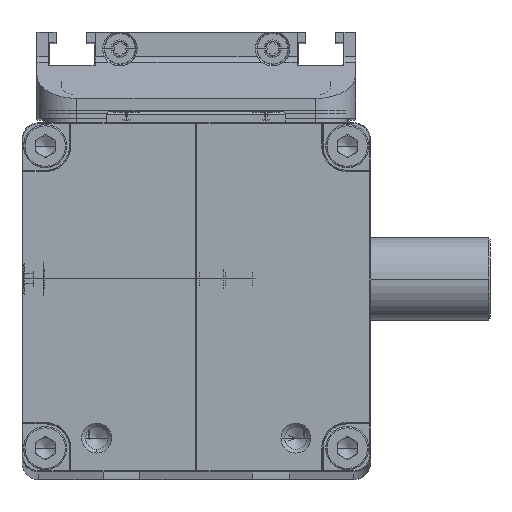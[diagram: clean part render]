
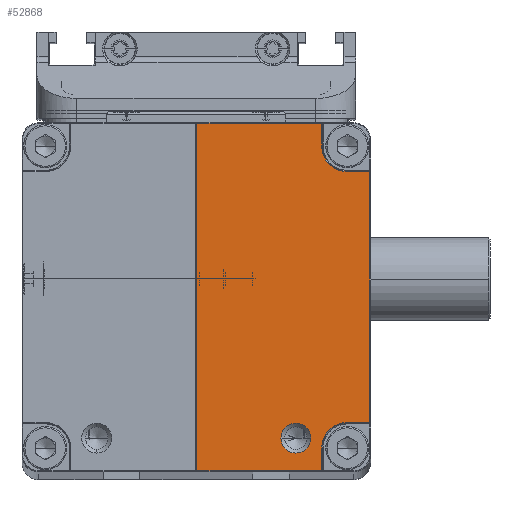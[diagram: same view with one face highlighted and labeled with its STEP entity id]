
A CAD part, top view. The second image highlights one B-rep face of the part: STEP entity #52868.
In plain terms, the highlighted planar face has unit normal (0, 0, 1).
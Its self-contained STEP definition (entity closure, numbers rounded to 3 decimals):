
#120 = CARTESIAN_POINT ( 'NONE',  ( 45.5, -37.8, 55. ) ) ;
#543 = ORIENTED_EDGE ( 'NONE', *, *, #39388, .F. ) ;
#717 = CARTESIAN_POINT ( 'NONE',  ( 30., -42.5, 55. ) ) ;
#1573 = EDGE_CURVE ( 'NONE', #15490, #23751, #15848, .T. ) ;
#1936 = ORIENTED_EDGE ( 'NONE', *, *, #53055, .F. ) ;
#1973 = VECTOR ( 'NONE', #34491, 1000. ) ;
#3073 = VECTOR ( 'NONE', #5788, 1000. ) ;
#3984 = DIRECTION ( 'NONE',  ( 0., -1., 0. ) ) ;
#4276 = CARTESIAN_POINT ( 'NONE',  ( 37.8, 52.5, 55. ) ) ;
#5086 = VECTOR ( 'NONE', #51128, 1000. ) ;
#5788 = DIRECTION ( 'NONE',  ( 0., -1., 0. ) ) ;
#5908 = CARTESIAN_POINT ( 'NONE',  ( 37.8, 45.5, 55. ) ) ;
#6129 = CARTESIAN_POINT ( 'NONE',  ( 52.5, 52.3, 55. ) ) ;
#7118 = EDGE_CURVE ( 'NONE', #32619, #15490, #38241, .T. ) ;
#7238 = CARTESIAN_POINT ( 'NONE',  ( 45.5, 45.5, 55. ) ) ;
#7842 = ORIENTED_EDGE ( 'NONE', *, *, #43384, .F. ) ;
#8182 = ORIENTED_EDGE ( 'NONE', *, *, #56663, .F. ) ;
#8477 = AXIS2_PLACEMENT_3D ( 'NONE', #57579, #40535, #12598 ) ;
#9154 = DIRECTION ( 'NONE',  ( 1., 0., 0. ) ) ;
#10493 = DIRECTION ( 'NONE',  ( 1., 0., 0. ) ) ;
#11447 = PLANE ( 'NONE',  #15757 ) ;
#11792 = ORIENTED_EDGE ( 'NONE', *, *, #25292, .F. ) ;
#12598 = DIRECTION ( 'NONE',  ( 1., 0., 0. ) ) ;
#13618 = AXIS2_PLACEMENT_3D ( 'NONE', #717, #28310, #19506 ) ;
#14054 = DIRECTION ( 'NONE',  ( 0., 1., 0. ) ) ;
#14788 = VECTOR ( 'NONE', #14054, 1000. ) ;
#15103 = VERTEX_POINT ( 'NONE', #46645 ) ;
#15213 = CIRCLE ( 'NONE', #35905, 4.5 ) ;
#15490 = VERTEX_POINT ( 'NONE', #5908 ) ;
#15757 = AXIS2_PLACEMENT_3D ( 'NONE', #20586, #29410, #47340 ) ;
#15848 = CIRCLE ( 'NONE', #50598, 7.7 ) ;
#15963 = DIRECTION ( 'NONE',  ( -1., 0., 0. ) ) ;
#16812 = EDGE_CURVE ( 'NONE', #22777, #45705, #26320, .T. ) ;
#18289 = DIRECTION ( 'NONE',  ( 0., 0., 1. ) ) ;
#18757 = LINE ( 'NONE', #54599, #3073 ) ;
#19078 = LINE ( 'NONE', #6129, #5086 ) ;
#19506 = DIRECTION ( 'NONE',  ( 1., 0., 0. ) ) ;
#20307 = CARTESIAN_POINT ( 'NONE',  ( 45.5, 37.8, 55. ) ) ;
#20586 = CARTESIAN_POINT ( 'NONE',  ( 52.5, 52.5, 55. ) ) ;
#22375 = EDGE_CURVE ( 'NONE', #15103, #23711, #18757, .T. ) ;
#22777 = VERTEX_POINT ( 'NONE', #24113 ) ;
#23026 = CIRCLE ( 'NONE', #13618, 4.5 ) ;
#23711 = VERTEX_POINT ( 'NONE', #28225 ) ;
#23751 = VERTEX_POINT ( 'NONE', #20307 ) ;
#23904 = CARTESIAN_POINT ( 'NONE',  ( 0.2, -52.3, 55. ) ) ;
#24113 = CARTESIAN_POINT ( 'NONE',  ( 37.8, -45.5, 55. ) ) ;
#25035 = VERTEX_POINT ( 'NONE', #27735 ) ;
#25120 = VERTEX_POINT ( 'NONE', #23904 ) ;
#25193 = DIRECTION ( 'NONE',  ( 0., -1., 0. ) ) ;
#25292 = EDGE_CURVE ( 'NONE', #45705, #25120, #52683, .T. ) ;
#26320 = LINE ( 'NONE', #4276, #31648 ) ;
#26323 = VERTEX_POINT ( 'NONE', #32466 ) ;
#26752 = ORIENTED_EDGE ( 'NONE', *, *, #22375, .F. ) ;
#27214 = ORIENTED_EDGE ( 'NONE', *, *, #39223, .F. ) ;
#27735 = CARTESIAN_POINT ( 'NONE',  ( 25.5, -42.5, 55. ) ) ;
#28197 = CIRCLE ( 'NONE', #8477, 7.7 ) ;
#28225 = CARTESIAN_POINT ( 'NONE',  ( 52.3, -37.8, 55. ) ) ;
#28276 = VERTEX_POINT ( 'NONE', #120 ) ;
#28310 = DIRECTION ( 'NONE',  ( 0., 0., 1. ) ) ;
#28788 = ORIENTED_EDGE ( 'NONE', *, *, #34743, .F. ) ;
#28958 = EDGE_LOOP ( 'NONE', ( #543, #7842 ) ) ;
#29410 = DIRECTION ( 'NONE',  ( 0., 0., -1. ) ) ;
#29792 = VECTOR ( 'NONE', #50588, 1000. ) ;
#30654 = CARTESIAN_POINT ( 'NONE',  ( 30., -42.5, 55. ) ) ;
#31038 = DIRECTION ( 'NONE',  ( 0., 0., 1. ) ) ;
#31648 = VECTOR ( 'NONE', #3984, 1000. ) ;
#32466 = CARTESIAN_POINT ( 'NONE',  ( 0.2, 52.3, 55. ) ) ;
#32619 = VERTEX_POINT ( 'NONE', #36946 ) ;
#33091 = ORIENTED_EDGE ( 'NONE', *, *, #46225, .F. ) ;
#33822 = FACE_BOUND ( 'NONE', #28958, .T. ) ;
#34491 = DIRECTION ( 'NONE',  ( -1., 0., 0. ) ) ;
#34743 = EDGE_CURVE ( 'NONE', #26323, #32619, #19078, .T. ) ;
#35905 = AXIS2_PLACEMENT_3D ( 'NONE', #30654, #18289, #9154 ) ;
#36717 = CARTESIAN_POINT ( 'NONE',  ( 0.2, 52.5, 55. ) ) ;
#36946 = CARTESIAN_POINT ( 'NONE',  ( 37.8, 52.3, 55. ) ) ;
#38241 = LINE ( 'NONE', #55864, #29792 ) ;
#38712 = VECTOR ( 'NONE', #15963, 1000. ) ;
#39223 = EDGE_CURVE ( 'NONE', #23711, #28276, #43609, .T. ) ;
#39388 = EDGE_CURVE ( 'NONE', #56279, #25035, #15213, .T. ) ;
#40535 = DIRECTION ( 'NONE',  ( 0., 0., 1. ) ) ;
#42480 = ORIENTED_EDGE ( 'NONE', *, *, #7118, .F. ) ;
#43384 = EDGE_CURVE ( 'NONE', #25035, #56279, #23026, .T. ) ;
#43609 = LINE ( 'NONE', #47722, #38712 ) ;
#45503 = ORIENTED_EDGE ( 'NONE', *, *, #16812, .F. ) ;
#45705 = VERTEX_POINT ( 'NONE', #51702 ) ;
#46225 = EDGE_CURVE ( 'NONE', #25120, #26323, #54338, .T. ) ;
#46645 = CARTESIAN_POINT ( 'NONE',  ( 52.3, 37.8, 55. ) ) ;
#46683 = CARTESIAN_POINT ( 'NONE',  ( 52.5, 37.8, 55. ) ) ;
#47340 = DIRECTION ( 'NONE',  ( 0., 1., 0. ) ) ;
#47722 = CARTESIAN_POINT ( 'NONE',  ( 52.5, -37.8, 55. ) ) ;
#47899 = FACE_OUTER_BOUND ( 'NONE', #58073, .T. ) ;
#48293 = ORIENTED_EDGE ( 'NONE', *, *, #1573, .F. ) ;
#50588 = DIRECTION ( 'NONE',  ( 0., -1., 0. ) ) ;
#50598 = AXIS2_PLACEMENT_3D ( 'NONE', #7238, #31038, #25193 ) ;
#51092 = LINE ( 'NONE', #46683, #55195 ) ;
#51128 = DIRECTION ( 'NONE',  ( 1., 0., 0. ) ) ;
#51702 = CARTESIAN_POINT ( 'NONE',  ( 37.8, -52.3, 55. ) ) ;
#51825 = CARTESIAN_POINT ( 'NONE',  ( 52.5, -52.3, 55. ) ) ;
#52683 = LINE ( 'NONE', #51825, #1973 ) ;
#52868 = ADVANCED_FACE ( 'NONE', ( #47899, #33822 ), #11447, .F. ) ;
#53055 = EDGE_CURVE ( 'NONE', #23751, #15103, #51092, .T. ) ;
#54338 = LINE ( 'NONE', #36717, #14788 ) ;
#54385 = CARTESIAN_POINT ( 'NONE',  ( 34.5, -42.5, 55. ) ) ;
#54599 = CARTESIAN_POINT ( 'NONE',  ( 52.3, 0., 55. ) ) ;
#55195 = VECTOR ( 'NONE', #10493, 1000. ) ;
#55864 = CARTESIAN_POINT ( 'NONE',  ( 37.8, 52.5, 55. ) ) ;
#56279 = VERTEX_POINT ( 'NONE', #54385 ) ;
#56663 = EDGE_CURVE ( 'NONE', #28276, #22777, #28197, .T. ) ;
#57579 = CARTESIAN_POINT ( 'NONE',  ( 45.5, -45.5, 55. ) ) ;
#58073 = EDGE_LOOP ( 'NONE', ( #26752, #1936, #48293, #42480, #28788, #33091, #11792, #45503, #8182, #27214 ) ) ;
